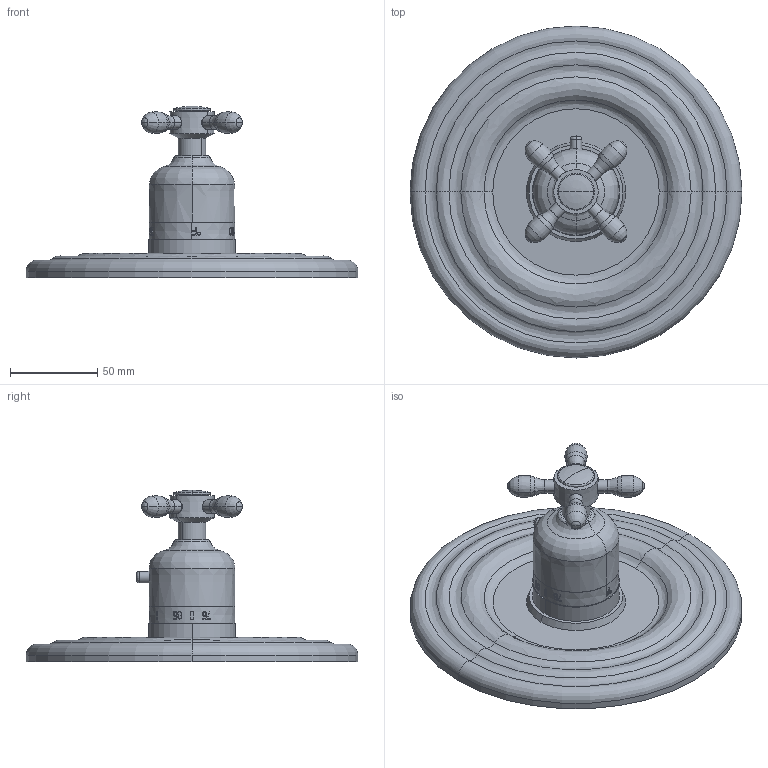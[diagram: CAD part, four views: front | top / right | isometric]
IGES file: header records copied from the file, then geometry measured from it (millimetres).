
Start section:  PTC IGES file: 3-1644tr.igs
Global section: file name: 3-1644tr.igs; native system: Creo Parametric by PTC Inc.; preprocessor: 2018400; author: jinson.thomas; organization: Unknown; date: 20201203.134905; units: inch
Bounding box: 190.5 x 190.5 x 98.48 mm (x, y, z)
Volume: 417848.2 mm3; surface area: 76955.4 mm2
Topology: 1 solids, 1 shells, 449 faces, 1202 edges, 770 vertices
Faces by surface type: bspline 330, revolution 119
